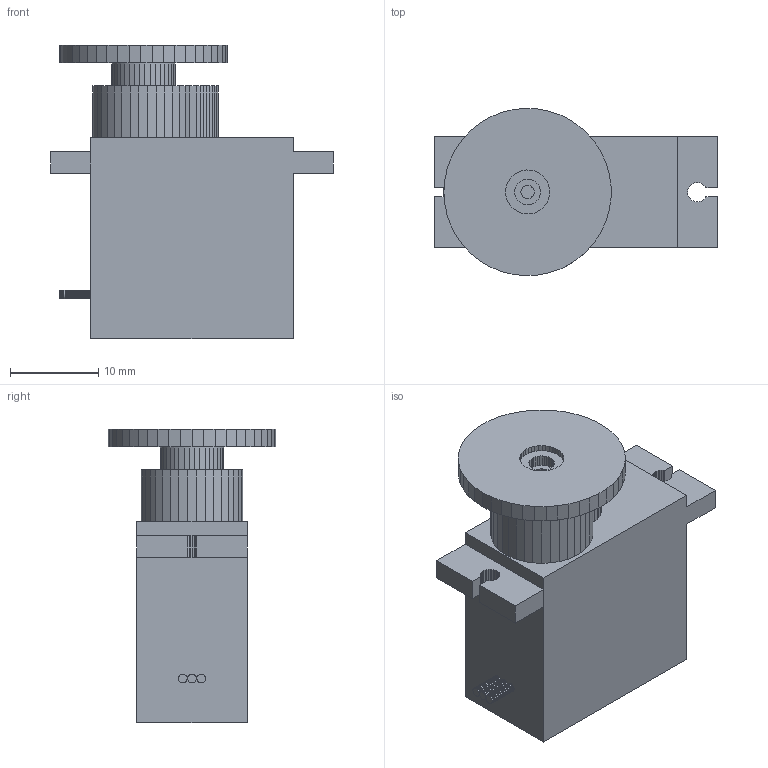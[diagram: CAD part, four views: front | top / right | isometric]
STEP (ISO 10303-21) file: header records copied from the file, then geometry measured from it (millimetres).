
FILE_DESCRIPTION((''),'2;1');
FILE_NAME('servo_mini.step','2015-03-28T17:26:10',('Usuario'),(''),'Autodesk Inventor 2013','Autodesk Inventor 2013','');
FILE_SCHEMA(('AUTOMOTIVE_DESIGN { 1 0 10303 214 1 1 1 1 }'));
Length unit declared in the file: millimetre
Products named in the file (1): Tower_Pro_MG90S escalado
Bounding box: 32.1 x 18.99 x 33.3 mm (x, y, z)
Volume: 8200.4 mm3; surface area: 3461.6 mm2
Topology: 1 solids, 1 shells, 449 faces, 1311 edges, 873 vertices
Faces by surface type: plane 449
Entity records: 15033 total; most frequent: CARTESIAN_POINT 2633, ORIENTED_EDGE 2620, DIRECTION 2212, VECTOR 1310, LINE 1310, EDGE_CURVE 1310, VERTEX_POINT 872, EDGE_LOOP 458
